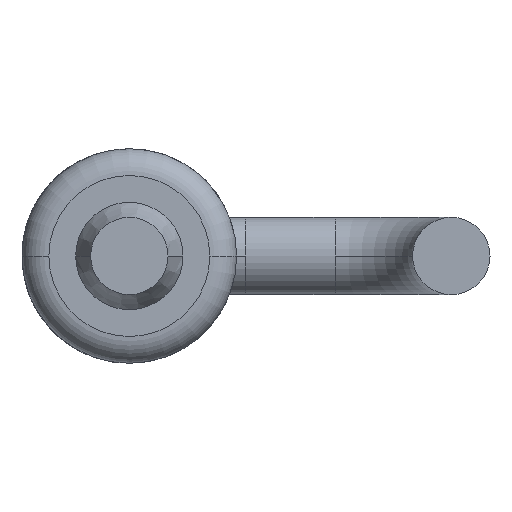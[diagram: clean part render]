
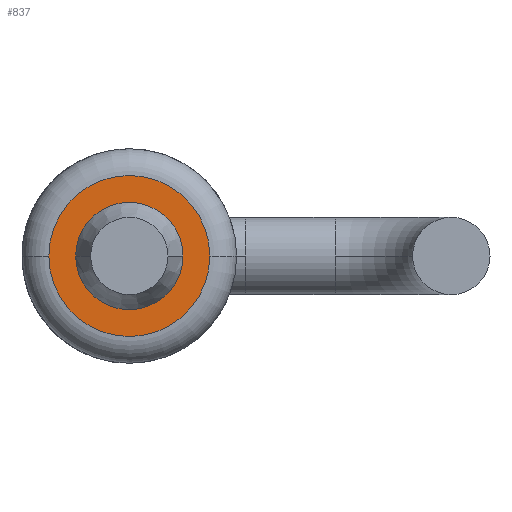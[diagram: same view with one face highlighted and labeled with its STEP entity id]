
A CAD part, front view. The second image highlights one B-rep face of the part: STEP entity #837.
In plain terms, the highlighted planar face has unit normal (0, -1, 0).
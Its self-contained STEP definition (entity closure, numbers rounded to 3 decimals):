
#10 = ORIENTED_EDGE ( 'NONE', *, *, #1639, .T. ) ;
#149 = EDGE_CURVE ( 'NONE', #1937, #3114, #1873, .T. ) ;
#163 = DIRECTION ( 'NONE',  ( -1., 0., 0. ) ) ;
#175 = DIRECTION ( 'NONE',  ( 0., -1., 0. ) ) ;
#221 = CIRCLE ( 'NONE', #1496, 0.317 ) ;
#306 = ORIENTED_EDGE ( 'NONE', *, *, #1571, .F. ) ;
#483 = DIRECTION ( 'NONE',  ( 0., -1., 0. ) ) ;
#511 = AXIS2_PLACEMENT_3D ( 'NONE', #1626, #2768, #163 ) ;
#648 = AXIS2_PLACEMENT_3D ( 'NONE', #3110, #1659, #1622 ) ;
#660 = CARTESIAN_POINT ( 'NONE',  ( 0., 1.21, 0. ) ) ;
#731 = FACE_BOUND ( 'NONE', #2806, .T. ) ;
#735 = CARTESIAN_POINT ( 'NONE',  ( -0.318, 1.21, 0. ) ) ;
#837 = ADVANCED_FACE ( 'NONE', ( #731, #3639 ), #3604, .F. ) ;
#854 = CARTESIAN_POINT ( 'NONE',  ( -0.476, 1.21, 0. ) ) ;
#881 = CIRCLE ( 'NONE', #1850, 0.317 ) ;
#1036 = EDGE_LOOP ( 'NONE', ( #1717, #10 ) ) ;
#1359 = CARTESIAN_POINT ( 'NONE',  ( 0.476, 1.21, 0. ) ) ;
#1496 = AXIS2_PLACEMENT_3D ( 'NONE', #3091, #483, #3400 ) ;
#1545 = DIRECTION ( 'NONE',  ( 0., -1., 0. ) ) ;
#1571 = EDGE_CURVE ( 'NONE', #1864, #3577, #221, .T. ) ;
#1622 = DIRECTION ( 'NONE',  ( 1., 0., 0. ) ) ;
#1626 = CARTESIAN_POINT ( 'NONE',  ( -0.476, 1.21, 0. ) ) ;
#1638 = DIRECTION ( 'NONE',  ( 1., 0., 0. ) ) ;
#1639 = EDGE_CURVE ( 'NONE', #3114, #1937, #2301, .T. ) ;
#1659 = DIRECTION ( 'NONE',  ( 0., -1., 0. ) ) ;
#1717 = ORIENTED_EDGE ( 'NONE', *, *, #149, .T. ) ;
#1850 = AXIS2_PLACEMENT_3D ( 'NONE', #2244, #175, #1638 ) ;
#1864 = VERTEX_POINT ( 'NONE', #2955 ) ;
#1873 = CIRCLE ( 'NONE', #2778, 0.476 ) ;
#1937 = VERTEX_POINT ( 'NONE', #1359 ) ;
#2052 = EDGE_CURVE ( 'NONE', #3577, #1864, #881, .T. ) ;
#2124 = ORIENTED_EDGE ( 'NONE', *, *, #2052, .F. ) ;
#2244 = CARTESIAN_POINT ( 'NONE',  ( 0., 1.21, 0. ) ) ;
#2301 = CIRCLE ( 'NONE', #648, 0.476 ) ;
#2768 = DIRECTION ( 'NONE',  ( 0., 1., 0. ) ) ;
#2778 = AXIS2_PLACEMENT_3D ( 'NONE', #660, #1545, #3511 ) ;
#2806 = EDGE_LOOP ( 'NONE', ( #306, #2124 ) ) ;
#2955 = CARTESIAN_POINT ( 'NONE',  ( 0.317, 1.21, 0. ) ) ;
#3091 = CARTESIAN_POINT ( 'NONE',  ( 0., 1.21, 0. ) ) ;
#3110 = CARTESIAN_POINT ( 'NONE',  ( 0., 1.21, 0. ) ) ;
#3114 = VERTEX_POINT ( 'NONE', #854 ) ;
#3400 = DIRECTION ( 'NONE',  ( 1., 0., 0. ) ) ;
#3511 = DIRECTION ( 'NONE',  ( 1., 0., 0. ) ) ;
#3577 = VERTEX_POINT ( 'NONE', #735 ) ;
#3604 = PLANE ( 'NONE',  #511 ) ;
#3639 = FACE_OUTER_BOUND ( 'NONE', #1036, .T. ) ;
